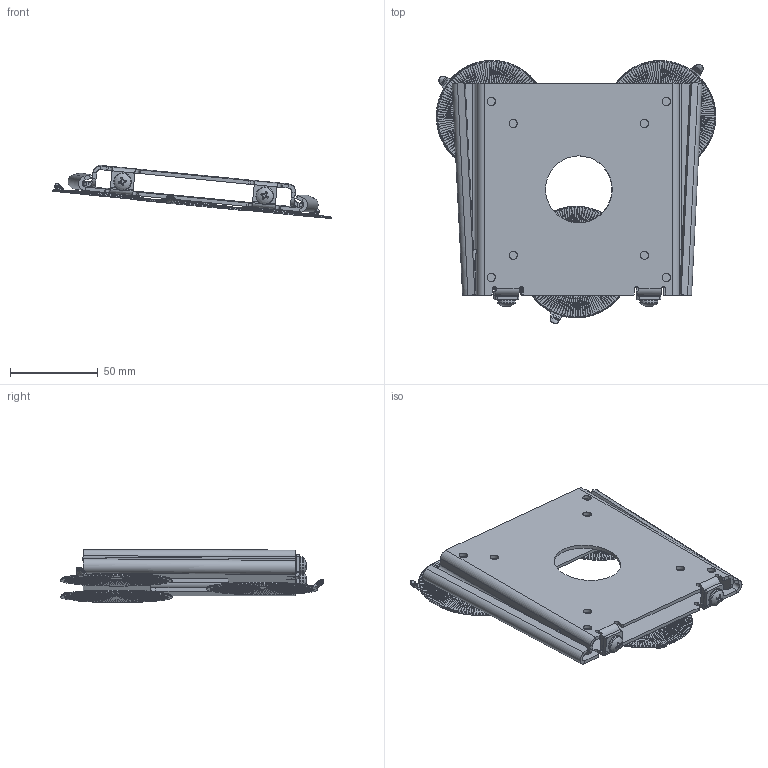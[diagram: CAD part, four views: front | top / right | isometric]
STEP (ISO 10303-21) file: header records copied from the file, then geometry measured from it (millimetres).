
FILE_DESCRIPTION(/* description */ (''),/* implementation_level */ '2;1');
FILE_NAME(/* name */ 'vb_vesa_mnt_frg.step',/* time_stamp */ '2020-10-13T14:46:57-04:00',/* author */ ('NickC'),/* organization */ (''),/* preprocessor_version */ 'ST-DEVELOPER v17',/* originating_system */ 'Autodesk Inventor 2019',/* authorisation */ '');
FILE_SCHEMA (('AUTOMOTIVE_DESIGN { 1 0 10303 214 3 1 1 }'));
Length unit declared in the file: inch
Products named in the file (1): Part14
Bounding box: 158.92 x 149.59 x 30.27 mm (x, y, z)
Volume: 72292.4 mm3; surface area: 86593.9 mm2
Topology: 1 solids, 1 shells, 14522 faces, 27240 edges, 12724 vertices
Faces by surface type: plane 12976, bspline 1391, cylinder 137, cone 12, torus 4, sphere 2
Full cylindrical faces by diameter (mm): 3.961 x22, 3.962 x8, 4.801 x8, 5 x10, 6.35 x2, 10 x2, 38.1 x1
Entity records: 382291 total; most frequent: CARTESIAN_POINT 98533, ORIENTED_EDGE 54480, DIRECTION 51539, EDGE_CURVE 27240, LINE 24567, VECTOR 24567, EDGE_LOOP 14560, FACE_OUTER_BOUND 14522
